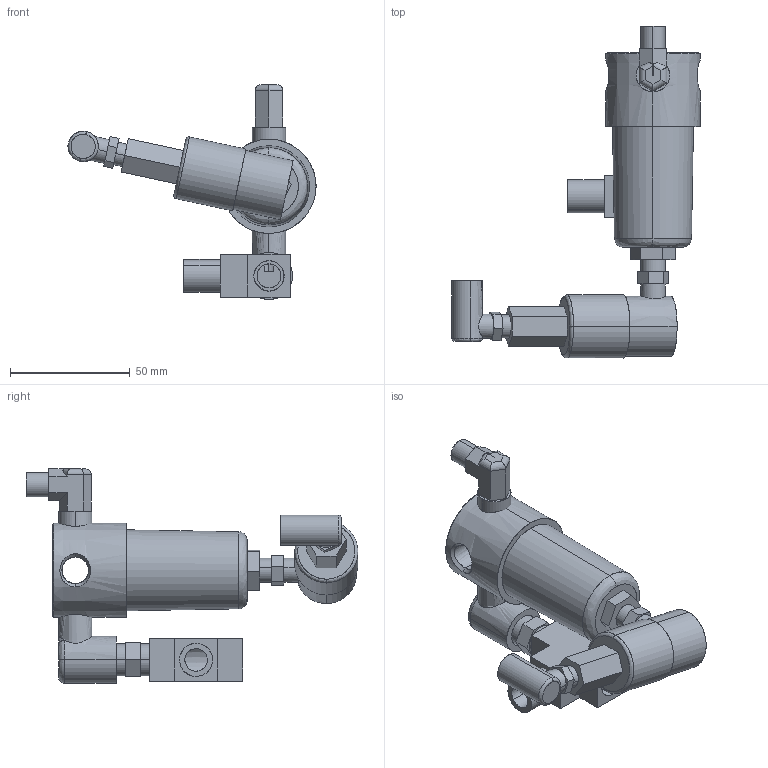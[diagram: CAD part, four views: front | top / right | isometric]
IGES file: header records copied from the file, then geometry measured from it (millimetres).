
Start section: SolidWorks IGES file using analytic representation for surfaces
Global section: file name: auto-drain-091-9-12v.IGS; native system: SolidWorks 2011; preprocessor: SolidWorks 2011; author: tom; date: 120814.121548; units: inch
Bounding box: 103.77 x 138.81 x 89.87 mm (x, y, z)
Surface area: 40885.5 mm2 (no closed solid volume)
Topology: 0 solids, 0 shells, 186 faces, 3253 edges, 3251 vertices
Faces by surface type: bspline 111, revolution 75
